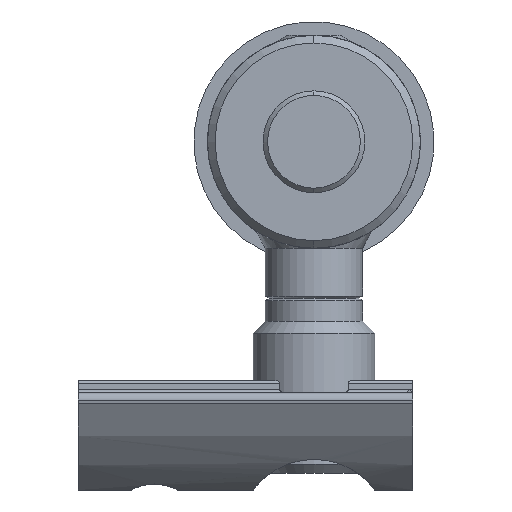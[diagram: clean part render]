
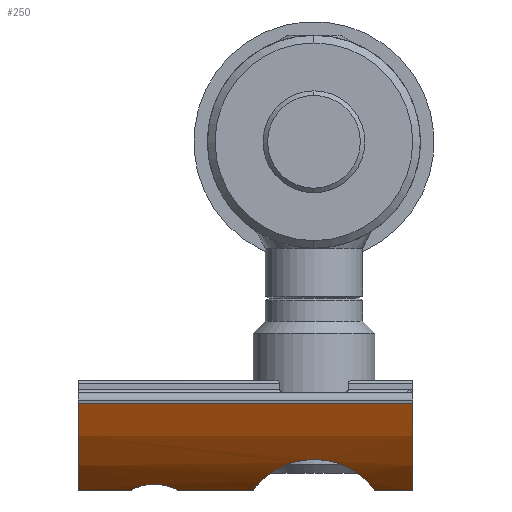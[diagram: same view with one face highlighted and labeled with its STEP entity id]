
A CAD part, front view. The second image highlights one B-rep face of the part: STEP entity #250.
In plain terms, the highlighted cylindrical face has radius 15 mm (diameter 30 mm), a partial arc.
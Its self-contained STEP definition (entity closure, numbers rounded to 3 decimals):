
#250=ADVANCED_FACE('NONE',(#611),#612,.T.);
#611=FACE_OUTER_BOUND('',#1114,.T.);
#612=CYLINDRICAL_SURFACE('',#1115,15.0);
#1114=EDGE_LOOP('',(#1896,#1897,#1898,#1899,#1900,#1901,#1902,#1903,#1904));
#1115=AXIS2_PLACEMENT_3D('',#1905,#1906,#1907);
#1896=ORIENTED_EDGE('',*,*,#3156,.F.);
#1897=ORIENTED_EDGE('',*,*,#3162,.T.);
#1898=ORIENTED_EDGE('',*,*,#3149,.F.);
#1899=ORIENTED_EDGE('',*,*,#3163,.F.);
#1900=ORIENTED_EDGE('',*,*,#3095,.T.);
#1901=ORIENTED_EDGE('',*,*,#3164,.T.);
#1902=ORIENTED_EDGE('',*,*,#3165,.F.);
#1903=ORIENTED_EDGE('',*,*,#3087,.T.);
#1904=ORIENTED_EDGE('',*,*,#3166,.T.);
#1905=CARTESIAN_POINT('',(6.5,14.754,-10.792));
#1906=DIRECTION('',(1.0,0.,0.));
#1907=DIRECTION('',(0.,-1.0,0.));
#3087=EDGE_CURVE('NONE',#3620,#3618,#3621,.T.);
#3095=EDGE_CURVE('NONE',#3629,#3633,#3635,.T.);
#3149=EDGE_CURVE('NONE',#3727,#3728,#3729,.T.);
#3156=EDGE_CURVE('NONE',#3739,#3741,#3742,.T.);
#3162=EDGE_CURVE('NONE',#3739,#3728,#3748,.T.);
#3163=EDGE_CURVE('NONE',#3629,#3727,#3749,.T.);
#3164=EDGE_CURVE('NONE',#3633,#3750,#3751,.T.);
#3165=EDGE_CURVE('NONE',#3620,#3750,#3752,.T.);
#3166=EDGE_CURVE('NONE',#3618,#3741,#3753,.T.);
#3618=VERTEX_POINT('NONE',#4400);
#3620=VERTEX_POINT('NONE',#4403);
#3621=B_SPLINE_CURVE_WITH_KNOTS('',3,(#4404,#4405,#4406,#4407,#4408,#4409,#4410,#4411),.UNSPECIFIED.,.F.,.F.,(4,2,2,4),(0.,0.001,0.001,0.002),.UNSPECIFIED.);
#3629=VERTEX_POINT('NONE',#4427);
#3633=VERTEX_POINT('NONE',#4432);
#3635=LINE('',#4434,#4435);
#3727=VERTEX_POINT('NONE',#4587);
#3728=VERTEX_POINT('NONE',#4588);
#3729=LINE('',#4589,#4590);
#3739=VERTEX_POINT('NONE',#4604);
#3741=VERTEX_POINT('NONE',#4607);
#3742=LINE('',#4608,#4609);
#3748=B_SPLINE_CURVE_WITH_KNOTS('',3,(#4615,#4616,#4617,#4618,#4619,#4620,#4621,#4622,#4623,#4624,#4625,#4626,#4627,#4628,#4629,#4630,#4631,#4632,#4633,#4634,#4635,#4636,#4637,#4638),.UNSPECIFIED.,.F.,.F.,(4,2,2,2,2,2,2,2,2,2,2,4),(0.,0.001,0.002,0.003,0.004,0.005,0.005,0.006,0.007,0.008,0.009,0.011),.UNSPECIFIED.);
#3749=CIRCLE('',#4639,15.0);
#3750=VERTEX_POINT('NONE',#4640);
#3751=CIRCLE('',#4641,15.0);
#3752=LINE('',#4642,#4643);
#3753=B_SPLINE_CURVE_WITH_KNOTS('',3,(#4644,#4645,#4646,#4647,#4648,#4649,#4650,#4651),.UNSPECIFIED.,.F.,.F.,(4,2,2,4),(0.002,0.002,0.002,0.003),.UNSPECIFIED.);
#4400=CARTESIAN_POINT('',(-10.5,5.4,-22.518));
#4403=CARTESIAN_POINT('',(-12.0,5.9,-22.9));
#4404=CARTESIAN_POINT('',(-12.0,5.9,-22.9));
#4405=CARTESIAN_POINT('',(-11.795,5.746,-22.788));
#4406=CARTESIAN_POINT('',(-11.564,5.622,-22.692));
#4407=CARTESIAN_POINT('',(-11.18,5.491,-22.59));
#4408=CARTESIAN_POINT('',(-11.049,5.457,-22.563));
#4409=CARTESIAN_POINT('',(-10.779,5.412,-22.528));
#4410=CARTESIAN_POINT('',(-10.639,5.4,-22.518));
#4411=CARTESIAN_POINT('',(-10.5,5.4,-22.518));
#4427=CARTESIAN_POINT('',(6.5,1.198,-17.214));
#4432=CARTESIAN_POINT('',(-15.5,1.198,-17.214));
#4434=CARTESIAN_POINT('',(6.5,1.198,-17.214));
#4435=VECTOR('',#6198,1000.0);
#4587=CARTESIAN_POINT('',(6.5,5.9,-22.9));
#4588=CARTESIAN_POINT('',(4.0,5.9,-22.9));
#4589=CARTESIAN_POINT('',(6.5,5.9,-22.9));
#4590=VECTOR('',#6255,1000.0);
#4604=CARTESIAN_POINT('',(-4.0,5.9,-22.9));
#4607=CARTESIAN_POINT('',(-9.0,5.9,-22.9));
#4608=CARTESIAN_POINT('',(6.5,5.9,-22.9));
#4609=VECTOR('',#6261,1000.0);
#4615=CARTESIAN_POINT('',(-4.0,5.9,-22.9));
#4616=CARTESIAN_POINT('',(-3.82,5.572,-22.66));
#4617=CARTESIAN_POINT('',(-3.607,5.272,-22.42));
#4618=CARTESIAN_POINT('',(-3.221,4.865,-22.072));
#4619=CARTESIAN_POINT('',(-3.08,4.735,-21.957));
#4620=CARTESIAN_POINT('',(-2.777,4.497,-21.738));
#4621=CARTESIAN_POINT('',(-2.616,4.388,-21.635));
#4622=CARTESIAN_POINT('',(-2.102,4.092,-21.346));
#4623=CARTESIAN_POINT('',(-1.711,3.935,-21.182));
#4624=CARTESIAN_POINT('',(-1.094,3.778,-21.016));
#4625=CARTESIAN_POINT('',(-0.882,3.739,-20.974));
#4626=CARTESIAN_POINT('',(-0.446,3.685,-20.915));
#4627=CARTESIAN_POINT('',(-0.223,3.671,-20.9));
#4628=CARTESIAN_POINT('',(0.217,3.671,-20.9));
#4629=CARTESIAN_POINT('',(0.437,3.684,-20.914));
#4630=CARTESIAN_POINT('',(0.874,3.737,-20.972));
#4631=CARTESIAN_POINT('',(1.089,3.777,-21.015));
#4632=CARTESIAN_POINT('',(1.71,3.934,-21.182));
#4633=CARTESIAN_POINT('',(2.101,4.091,-21.346));
#4634=CARTESIAN_POINT('',(2.789,4.487,-21.731));
#4635=CARTESIAN_POINT('',(3.093,4.73,-21.957));
#4636=CARTESIAN_POINT('',(3.607,5.272,-22.42));
#4637=CARTESIAN_POINT('',(3.82,5.572,-22.66));
#4638=CARTESIAN_POINT('',(4.0,5.9,-22.9));
#4639=AXIS2_PLACEMENT_3D('',#6271,#6272,#6273);
#4640=CARTESIAN_POINT('',(-15.5,5.9,-22.9));
#4641=AXIS2_PLACEMENT_3D('',#6274,#6275,#6276);
#4642=CARTESIAN_POINT('',(6.5,5.9,-22.9));
#4643=VECTOR('',#6277,1000.0);
#4644=CARTESIAN_POINT('',(-10.5,5.4,-22.518));
#4645=CARTESIAN_POINT('',(-10.361,5.4,-22.518));
#4646=CARTESIAN_POINT('',(-10.224,5.411,-22.527));
#4647=CARTESIAN_POINT('',(-9.953,5.457,-22.563));
#4648=CARTESIAN_POINT('',(-9.819,5.491,-22.59));
#4649=CARTESIAN_POINT('',(-9.438,5.621,-22.691));
#4650=CARTESIAN_POINT('',(-9.205,5.746,-22.788));
#4651=CARTESIAN_POINT('',(-9.0,5.9,-22.9));
#6198=DIRECTION('',(-1.0,0.,0.));
#6255=DIRECTION('',(-1.0,0.,0.));
#6261=DIRECTION('',(-1.0,0.,0.));
#6271=CARTESIAN_POINT('',(6.5,14.754,-10.792));
#6272=DIRECTION('',(1.0,0.,0.));
#6273=DIRECTION('',(0.,1.0,0.));
#6274=CARTESIAN_POINT('',(-15.5,14.754,-10.792));
#6275=DIRECTION('',(1.0,0.,0.));
#6276=DIRECTION('',(0.,1.0,0.));
#6277=DIRECTION('',(-1.0,0.,0.));
